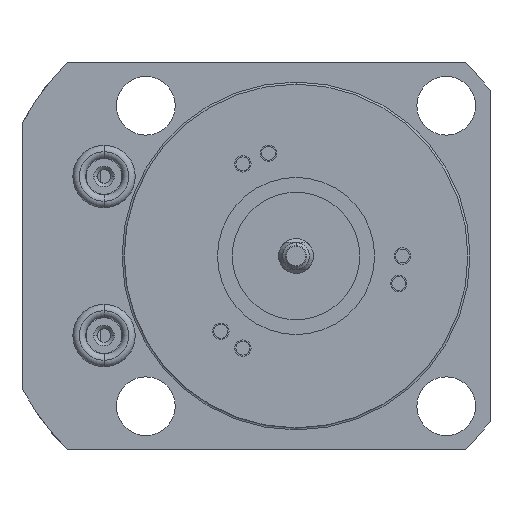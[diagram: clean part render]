
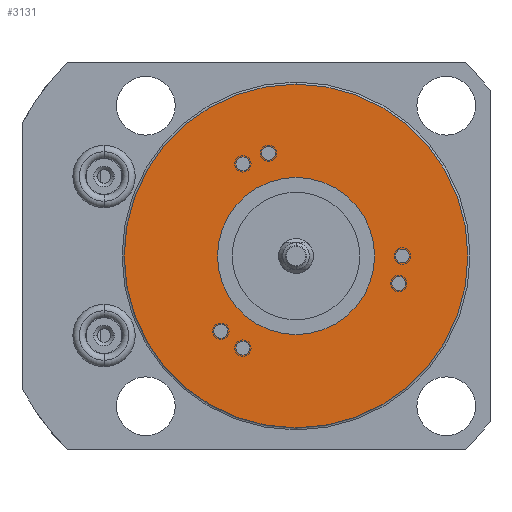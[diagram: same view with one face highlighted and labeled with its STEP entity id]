
A CAD part, front view. The second image highlights one B-rep face of the part: STEP entity #3131.
In plain terms, the highlighted planar face has unit normal (0, -1, 0).
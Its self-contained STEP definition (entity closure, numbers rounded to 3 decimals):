
#901=CARTESIAN_POINT('',(0.,0.,0.));
#902=DIRECTION('',(0.,-1.,0.));
#903=DIRECTION('',(0.,0.,1.));
#904=AXIS2_PLACEMENT_3D('',#901,#902,#903);
#906=CARTESIAN_POINT('',(0.,0.,0.));
#907=DIRECTION('',(0.,-1.,0.));
#908=DIRECTION('',(0.,0.,-1.));
#909=AXIS2_PLACEMENT_3D('',#906,#907,#908);
#921=CARTESIAN_POINT('',(19.431,0.,0.));
#922=DIRECTION('',(0.,-1.,0.));
#923=DIRECTION('',(0.,0.,1.));
#924=AXIS2_PLACEMENT_3D('',#921,#922,#923);
#926=CARTESIAN_POINT('',(19.431,0.,0.));
#927=DIRECTION('',(0.,-1.,0.));
#928=DIRECTION('',(0.,0.,-1.));
#929=AXIS2_PLACEMENT_3D('',#926,#927,#928);
#931=CARTESIAN_POINT('',(18.769,0.,-5.029));
#932=DIRECTION('',(0.,-1.,0.));
#933=DIRECTION('',(0.,0.,1.));
#934=AXIS2_PLACEMENT_3D('',#931,#932,#933);
#936=CARTESIAN_POINT('',(18.769,0.,-5.029));
#937=DIRECTION('',(0.,-1.,0.));
#938=DIRECTION('',(0.,0.,-1.));
#939=AXIS2_PLACEMENT_3D('',#936,#937,#938);
#941=CARTESIAN_POINT('',(-9.716,0.,16.828));
#942=DIRECTION('',(0.,-1.,0.));
#943=DIRECTION('',(0.,0.,1.));
#944=AXIS2_PLACEMENT_3D('',#941,#942,#943);
#946=CARTESIAN_POINT('',(-9.716,0.,16.828));
#947=DIRECTION('',(0.,-1.,0.));
#948=DIRECTION('',(0.,0.,-1.));
#949=AXIS2_PLACEMENT_3D('',#946,#947,#948);
#951=CARTESIAN_POINT('',(-5.029,0.,18.769));
#952=DIRECTION('',(0.,-1.,0.));
#953=DIRECTION('',(0.,0.,1.));
#954=AXIS2_PLACEMENT_3D('',#951,#952,#953);
#956=CARTESIAN_POINT('',(-5.029,0.,18.769));
#957=DIRECTION('',(0.,-1.,0.));
#958=DIRECTION('',(0.,0.,-1.));
#959=AXIS2_PLACEMENT_3D('',#956,#957,#958);
#961=CARTESIAN_POINT('',(-9.716,0.,-16.828));
#962=DIRECTION('',(0.,-1.,0.));
#963=DIRECTION('',(0.,0.,1.));
#964=AXIS2_PLACEMENT_3D('',#961,#962,#963);
#966=CARTESIAN_POINT('',(-9.716,0.,-16.828));
#967=DIRECTION('',(0.,-1.,0.));
#968=DIRECTION('',(0.,0.,-1.));
#969=AXIS2_PLACEMENT_3D('',#966,#967,#968);
#971=CARTESIAN_POINT('',(-13.74,0.,-13.74));
#972=DIRECTION('',(0.,-1.,0.));
#973=DIRECTION('',(0.,0.,1.));
#974=AXIS2_PLACEMENT_3D('',#971,#972,#973);
#976=CARTESIAN_POINT('',(-13.74,0.,-13.74));
#977=DIRECTION('',(0.,-1.,0.));
#978=DIRECTION('',(0.,0.,-1.));
#979=AXIS2_PLACEMENT_3D('',#976,#977,#978);
#991=CARTESIAN_POINT('',(0.,0.,0.));
#992=DIRECTION('',(0.,1.,0.));
#993=DIRECTION('',(0.,0.,1.));
#994=AXIS2_PLACEMENT_3D('',#991,#992,#993);
#996=CARTESIAN_POINT('',(0.,0.,0.));
#997=DIRECTION('',(0.,1.,0.));
#998=DIRECTION('',(0.,0.,-1.));
#999=AXIS2_PLACEMENT_3D('',#996,#997,#998);
#1761=CARTESIAN_POINT('',(0.,0.,31.395));
#1762=CARTESIAN_POINT('',(0.,0.,-31.395));
#1763=VERTEX_POINT('',#1761);
#1764=VERTEX_POINT('',#1762);
#2126=CARTESIAN_POINT('',(19.431,0.,1.27));
#2127=CARTESIAN_POINT('',(19.431,0.,-1.27));
#2128=VERTEX_POINT('',#2126);
#2129=VERTEX_POINT('',#2127);
#2130=CARTESIAN_POINT('',(18.769,0.,-3.759));
#2131=CARTESIAN_POINT('',(18.769,0.,-6.299));
#2132=VERTEX_POINT('',#2130);
#2133=VERTEX_POINT('',#2131);
#2134=CARTESIAN_POINT('',(-9.716,0.,18.098));
#2135=CARTESIAN_POINT('',(-9.716,0.,15.558));
#2136=VERTEX_POINT('',#2134);
#2137=VERTEX_POINT('',#2135);
#2138=CARTESIAN_POINT('',(-5.029,0.,20.039));
#2139=CARTESIAN_POINT('',(-5.029,0.,17.499));
#2140=VERTEX_POINT('',#2138);
#2141=VERTEX_POINT('',#2139);
#2142=CARTESIAN_POINT('',(-9.716,0.,-15.558));
#2143=CARTESIAN_POINT('',(-9.716,0.,-18.098));
#2144=VERTEX_POINT('',#2142);
#2145=VERTEX_POINT('',#2143);
#2146=CARTESIAN_POINT('',(-13.74,0.,-12.47));
#2147=CARTESIAN_POINT('',(-13.74,0.,-15.01));
#2148=VERTEX_POINT('',#2146);
#2149=VERTEX_POINT('',#2147);
#2162=CARTESIAN_POINT('',(0.,0.,14.351));
#2163=CARTESIAN_POINT('',(0.,0.,-14.351));
#2164=VERTEX_POINT('',#2162);
#2165=VERTEX_POINT('',#2163);
#3080=CARTESIAN_POINT('',(0.,0.,0.));
#3081=DIRECTION('',(0.,1.,0.));
#3082=DIRECTION('',(0.,0.,1.));
#3083=AXIS2_PLACEMENT_3D('',#3080,#3081,#3082);
#3084=PLANE('',#3083);
#3085=ORIENTED_EDGE('',*,*,#3060,.F.);
#3086=ORIENTED_EDGE('',*,*,#3074,.F.);
#3087=EDGE_LOOP('',(#3085,#3086));
#3088=FACE_OUTER_BOUND('',#3087,.F.);
#3090=ORIENTED_EDGE('',*,*,#3089,.T.);
#3092=ORIENTED_EDGE('',*,*,#3091,.T.);
#3093=EDGE_LOOP('',(#3090,#3092));
#3094=FACE_BOUND('',#3093,.F.);
#3096=ORIENTED_EDGE('',*,*,#3095,.T.);
#3098=ORIENTED_EDGE('',*,*,#3097,.T.);
#3099=EDGE_LOOP('',(#3096,#3098));
#3100=FACE_BOUND('',#3099,.F.);
#3102=ORIENTED_EDGE('',*,*,#3101,.T.);
#3104=ORIENTED_EDGE('',*,*,#3103,.T.);
#3105=EDGE_LOOP('',(#3102,#3104));
#3106=FACE_BOUND('',#3105,.F.);
#3108=ORIENTED_EDGE('',*,*,#3107,.T.);
#3110=ORIENTED_EDGE('',*,*,#3109,.T.);
#3111=EDGE_LOOP('',(#3108,#3110));
#3112=FACE_BOUND('',#3111,.F.);
#3114=ORIENTED_EDGE('',*,*,#3113,.T.);
#3116=ORIENTED_EDGE('',*,*,#3115,.T.);
#3117=EDGE_LOOP('',(#3114,#3116));
#3118=FACE_BOUND('',#3117,.F.);
#3120=ORIENTED_EDGE('',*,*,#3119,.T.);
#3122=ORIENTED_EDGE('',*,*,#3121,.T.);
#3123=EDGE_LOOP('',(#3120,#3122));
#3124=FACE_BOUND('',#3123,.F.);
#3126=ORIENTED_EDGE('',*,*,#3125,.F.);
#3128=ORIENTED_EDGE('',*,*,#3127,.F.);
#3129=EDGE_LOOP('',(#3126,#3128));
#3130=FACE_BOUND('',#3129,.F.);
#905=CIRCLE('',#904,31.395);
#910=CIRCLE('',#909,31.395);
#925=CIRCLE('',#924,1.27);
#930=CIRCLE('',#929,1.27);
#935=CIRCLE('',#934,1.27);
#940=CIRCLE('',#939,1.27);
#945=CIRCLE('',#944,1.27);
#950=CIRCLE('',#949,1.27);
#955=CIRCLE('',#954,1.27);
#960=CIRCLE('',#959,1.27);
#965=CIRCLE('',#964,1.27);
#970=CIRCLE('',#969,1.27);
#975=CIRCLE('',#974,1.27);
#980=CIRCLE('',#979,1.27);
#995=CIRCLE('',#994,14.351);
#1000=CIRCLE('',#999,14.351);
#3060=EDGE_CURVE('',#1763,#1764,#905,.T.);
#3074=EDGE_CURVE('',#1764,#1763,#910,.T.);
#3089=EDGE_CURVE('',#2128,#2129,#925,.T.);
#3091=EDGE_CURVE('',#2129,#2128,#930,.T.);
#3095=EDGE_CURVE('',#2132,#2133,#935,.T.);
#3097=EDGE_CURVE('',#2133,#2132,#940,.T.);
#3101=EDGE_CURVE('',#2136,#2137,#945,.T.);
#3103=EDGE_CURVE('',#2137,#2136,#950,.T.);
#3107=EDGE_CURVE('',#2140,#2141,#955,.T.);
#3109=EDGE_CURVE('',#2141,#2140,#960,.T.);
#3113=EDGE_CURVE('',#2144,#2145,#965,.T.);
#3115=EDGE_CURVE('',#2145,#2144,#970,.T.);
#3119=EDGE_CURVE('',#2148,#2149,#975,.T.);
#3121=EDGE_CURVE('',#2149,#2148,#980,.T.);
#3125=EDGE_CURVE('',#2164,#2165,#995,.T.);
#3127=EDGE_CURVE('',#2165,#2164,#1000,.T.);
#3131=ADVANCED_FACE('',(#3088,#3094,#3100,#3106,#3112,#3118,#3124,#3130),#3084,
.F.);
